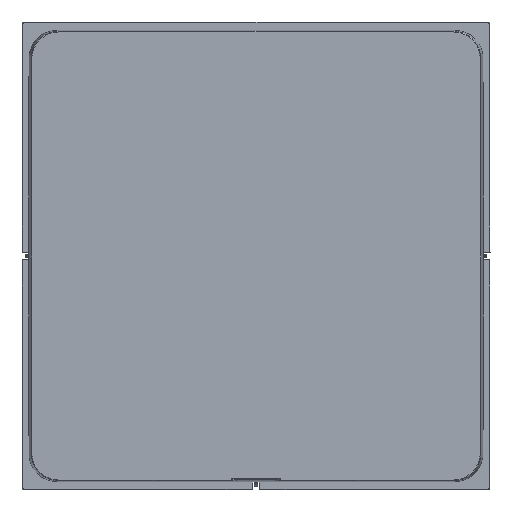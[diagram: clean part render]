
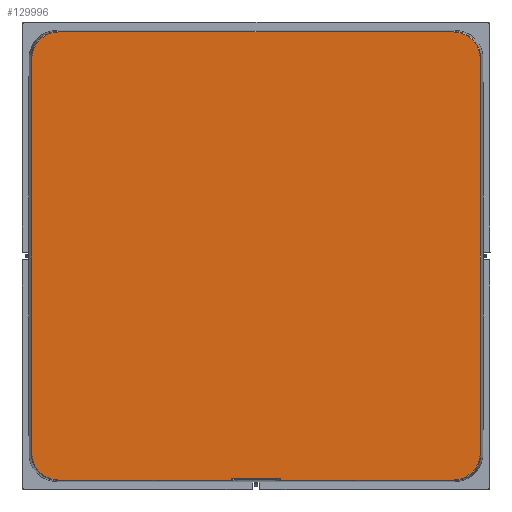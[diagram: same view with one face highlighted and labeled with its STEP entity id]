
A CAD part, left-side view. The second image highlights one B-rep face of the part: STEP entity #129996.
In plain terms, the highlighted planar face has unit normal (-1, 0, 0).
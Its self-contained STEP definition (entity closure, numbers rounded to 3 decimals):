
#119396=CARTESIAN_POINT(' ',(0.,-74.325,65.468));
#119401=DIRECTION(' ',(0.,0.,-1.));
#119406=VECTOR(' ',#119401,1.);
#119411=LINE('',#119396,#119406);
#119416=CARTESIAN_POINT(' ',(0.,-74.325,65.468));
#119417=VERTEX_POINT(' ',#119416);
#119421=CARTESIAN_POINT(' ',(0.,-74.325,-65.468));
#119422=VERTEX_POINT(' ',#119421);
#119426=EDGE_CURVE(' ',#119417,#119422,#119411,.T.);
#129376=DIRECTION(' ',(-1.,-0.,-0.));
#129381=CARTESIAN_POINT(' ',(0.,74.325,74.312));
#129386=DIRECTION(' ',(0.,0.,-1.));
#129391=AXIS2_PLACEMENT_3D(' ',#129381,#129376,#129386);
#129396=PLANE('',#129391);
#129401=CARTESIAN_POINT(' ',(0.,65.419,74.312));
#129406=CARTESIAN_POINT(' ',(0.,67.754,74.312));
#129411=CARTESIAN_POINT(' ',(0.,69.979,73.408));
#129416=CARTESIAN_POINT(' ',(0.,72.322,71.147));
#129421=CARTESIAN_POINT(' ',(0.,72.917,70.348));
#129426=CARTESIAN_POINT(' ',(0.,73.991,68.247));
#129431=CARTESIAN_POINT(' ',(0.,74.325,66.871));
#129436=CARTESIAN_POINT(' ',(0.,74.325,65.468));
#129441=B_SPLINE_CURVE_WITH_KNOTS('',3,(#129401,#129406,#129411,#129416,#129421,#129426,#129431,#129436),.UNSPECIFIED.,.F.,.U.,(4,2,2,4),(0.,0.495,0.703,1.),.UNSPECIFIED.);
#129446=CARTESIAN_POINT(' ',(0.,65.419,74.312));
#129447=VERTEX_POINT(' ',#129446);
#129451=CARTESIAN_POINT(' ',(0.,74.325,65.468));
#129452=VERTEX_POINT(' ',#129451);
#129456=EDGE_CURVE(' ',#129447,#129452,#129441,.T.);
#129461=ORIENTED_EDGE(' ',*,*,#129456,.T.);
#129466=CARTESIAN_POINT(' ',(0.,74.325,65.468));
#129471=DIRECTION(' ',(0.,0.,-1.));
#129476=VECTOR(' ',#129471,1.);
#129481=LINE('',#129466,#129476);
#129486=CARTESIAN_POINT(' ',(0.,74.325,-65.467));
#129487=VERTEX_POINT(' ',#129486);
#129491=EDGE_CURVE(' ',#129452,#129487,#129481,.T.);
#129496=ORIENTED_EDGE(' ',*,*,#129491,.T.);
#129501=CARTESIAN_POINT(' ',(0.,65.419,-74.312));
#129506=CARTESIAN_POINT(' ',(0.,66.812,-74.312));
#129511=CARTESIAN_POINT(' ',(0.,68.195,-73.987));
#129516=CARTESIAN_POINT(' ',(0.,70.471,-72.848));
#129521=CARTESIAN_POINT(' ',(0.,71.403,-72.127));
#129526=CARTESIAN_POINT(' ',(0.,72.921,-70.381));
#129531=CARTESIAN_POINT(' ',(0.,73.506,-69.357));
#129536=CARTESIAN_POINT(' ',(0.,74.172,-67.362));
#129541=CARTESIAN_POINT(' ',(0.,74.325,-66.415));
#129546=CARTESIAN_POINT(' ',(0.,74.325,-65.467));
#129551=B_SPLINE_CURVE_WITH_KNOTS('',3,(#129501,#129506,#129511,#129516,#129521,#129526,#129531,#129536,#129541,#129546),.UNSPECIFIED.,.F.,.U.,(4,2,2,2,4),(0.,0.299,0.547,0.796,1.),.UNSPECIFIED.);
#129556=CARTESIAN_POINT(' ',(0.,65.419,-74.312));
#129557=VERTEX_POINT(' ',#129556);
#129561=EDGE_CURVE(' ',#129557,#129487,#129551,.T.);
#129566=ORIENTED_EDGE(' ',*,*,#129561,.F.);
#129571=CARTESIAN_POINT(' ',(0.,8.218,-74.312));
#129576=DIRECTION(' ',(0.,1.,0.));
#129581=VECTOR(' ',#129576,1.);
#129586=LINE('',#129571,#129581);
#129591=CARTESIAN_POINT(' ',(0.,8.218,-74.312));
#129592=VERTEX_POINT(' ',#129591);
#129596=EDGE_CURVE(' ',#129592,#129557,#129586,.T.);
#129601=ORIENTED_EDGE(' ',*,*,#129596,.F.);
#129606=CARTESIAN_POINT(' ',(0.,8.215,-74.142));
#129611=DIRECTION(' ',(-1.,0.,0.));
#129616=DIRECTION(' ',(0.,0.017,-1.));
#129621=AXIS2_PLACEMENT_3D(' ',#129606,#129611,#129616);
#129626=CIRCLE('',#129621,0.17);
#129631=CARTESIAN_POINT(' ',(0.,8.124,-74.286));
#129632=VERTEX_POINT(' ',#129631);
#129636=EDGE_CURVE(' ',#129592,#129632,#129626,.T.);
#129641=ORIENTED_EDGE(' ',*,*,#129636,.T.);
#129646=CARTESIAN_POINT(' ',(0.,8.124,-73.658));
#129651=DIRECTION(' ',(0.,0.,-1.));
#129656=VECTOR(' ',#129651,1.);
#129661=LINE('',#129646,#129656);
#129666=CARTESIAN_POINT(' ',(0.,8.124,-73.658));
#129667=VERTEX_POINT(' ',#129666);
#129671=EDGE_CURVE(' ',#129667,#129632,#129661,.T.);
#129676=ORIENTED_EDGE(' ',*,*,#129671,.F.);
#129681=CARTESIAN_POINT(' ',(0.,-8.124,-73.658));
#129686=DIRECTION(' ',(0.,1.,0.));
#129691=VECTOR(' ',#129686,1.);
#129696=LINE('',#129681,#129691);
#129701=CARTESIAN_POINT(' ',(0.,-8.124,-73.658));
#129702=VERTEX_POINT(' ',#129701);
#129706=EDGE_CURVE(' ',#129702,#129667,#129696,.T.);
#129711=ORIENTED_EDGE(' ',*,*,#129706,.F.);
#129716=CARTESIAN_POINT(' ',(0.,-8.124,-73.658));
#129721=DIRECTION(' ',(0.,0.,-1.));
#129726=VECTOR(' ',#129721,1.);
#129731=LINE('',#129716,#129726);
#129736=CARTESIAN_POINT(' ',(0.,-8.124,-74.286));
#129737=VERTEX_POINT(' ',#129736);
#129741=EDGE_CURVE(' ',#129702,#129737,#129731,.T.);
#129746=ORIENTED_EDGE(' ',*,*,#129741,.T.);
#129751=CARTESIAN_POINT(' ',(0.,-8.215,-74.142));
#129756=DIRECTION(' ',(1.,0.,0.));
#129761=DIRECTION(' ',(0.,-0.017,-1.));
#129766=AXIS2_PLACEMENT_3D(' ',#129751,#129756,#129761);
#129771=CIRCLE('',#129766,0.17);
#129776=CARTESIAN_POINT(' ',(0.,-8.218,-74.312));
#129777=VERTEX_POINT(' ',#129776);
#129781=EDGE_CURVE(' ',#129777,#129737,#129771,.T.);
#129786=ORIENTED_EDGE(' ',*,*,#129781,.F.);
#129791=CARTESIAN_POINT(' ',(0.,-8.218,-74.312));
#129796=DIRECTION(' ',(0.,-1.,0.));
#129801=VECTOR(' ',#129796,1.);
#129806=LINE('',#129791,#129801);
#129811=CARTESIAN_POINT(' ',(0.,-65.419,-74.312));
#129812=VERTEX_POINT(' ',#129811);
#129816=EDGE_CURVE(' ',#129777,#129812,#129806,.T.);
#129821=ORIENTED_EDGE(' ',*,*,#129816,.T.);
#129826=CARTESIAN_POINT(' ',(0.,-65.419,-74.312));
#129831=CARTESIAN_POINT(' ',(0.,-67.754,-74.312));
#129836=CARTESIAN_POINT(' ',(0.,-69.979,-73.408));
#129841=CARTESIAN_POINT(' ',(0.,-72.322,-71.147));
#129846=CARTESIAN_POINT(' ',(0.,-72.917,-70.348));
#129851=CARTESIAN_POINT(' ',(0.,-73.991,-68.247));
#129856=CARTESIAN_POINT(' ',(0.,-74.325,-66.871));
#129861=CARTESIAN_POINT(' ',(0.,-74.325,-65.468));
#129866=B_SPLINE_CURVE_WITH_KNOTS('',3,(#129826,#129831,#129836,#129841,#129846,#129851,#129856,#129861),.UNSPECIFIED.,.F.,.U.,(4,2,2,4),(0.,0.495,0.703,1.),.UNSPECIFIED.);
#129871=EDGE_CURVE(' ',#129812,#119422,#129866,.T.);
#129876=ORIENTED_EDGE(' ',*,*,#129871,.T.);
#129881=ORIENTED_EDGE(' ',*,*,#119426,.F.);
#129886=CARTESIAN_POINT(' ',(0.,-65.419,74.312));
#129891=CARTESIAN_POINT(' ',(0.,-66.812,74.312));
#129896=CARTESIAN_POINT(' ',(0.,-68.195,73.987));
#129901=CARTESIAN_POINT(' ',(0.,-70.471,72.848));
#129906=CARTESIAN_POINT(' ',(0.,-71.403,72.127));
#129911=CARTESIAN_POINT(' ',(0.,-72.921,70.381));
#129916=CARTESIAN_POINT(' ',(0.,-73.506,69.357));
#129921=CARTESIAN_POINT(' ',(0.,-74.172,67.362));
#129926=CARTESIAN_POINT(' ',(0.,-74.325,66.416));
#129931=CARTESIAN_POINT(' ',(0.,-74.325,65.468));
#129936=B_SPLINE_CURVE_WITH_KNOTS('',3,(#129886,#129891,#129896,#129901,#129906,#129911,#129916,#129921,#129926,#129931),.UNSPECIFIED.,.F.,.U.,(4,2,2,2,4),(0.,0.299,0.547,0.796,1.),.UNSPECIFIED.);
#129941=CARTESIAN_POINT(' ',(0.,-65.419,74.312));
#129942=VERTEX_POINT(' ',#129941);
#129946=EDGE_CURVE(' ',#129942,#119417,#129936,.T.);
#129951=ORIENTED_EDGE(' ',*,*,#129946,.F.);
#129956=CARTESIAN_POINT(' ',(0.,-65.419,74.312));
#129961=DIRECTION(' ',(0.,1.,0.));
#129966=VECTOR(' ',#129961,1.);
#129971=LINE('',#129956,#129966);
#129976=EDGE_CURVE(' ',#129942,#129447,#129971,.T.);
#129981=ORIENTED_EDGE(' ',*,*,#129976,.T.);
#129986=EDGE_LOOP(' ',(#129461,#129496,#129566,#129601,#129641,#129676,#129711,#129746,#129786,#129821,#129876,#129881,#129951,#129981));
#129991=FACE_OUTER_BOUND(' ',#129986,.T.);
#129996=ADVANCED_FACE('',(#129991),#129396,.T.);
